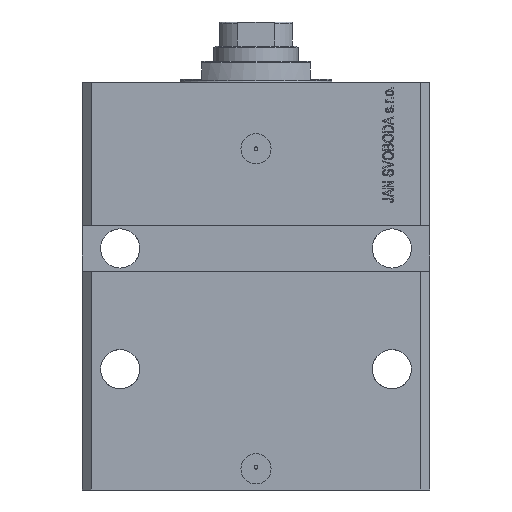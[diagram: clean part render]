
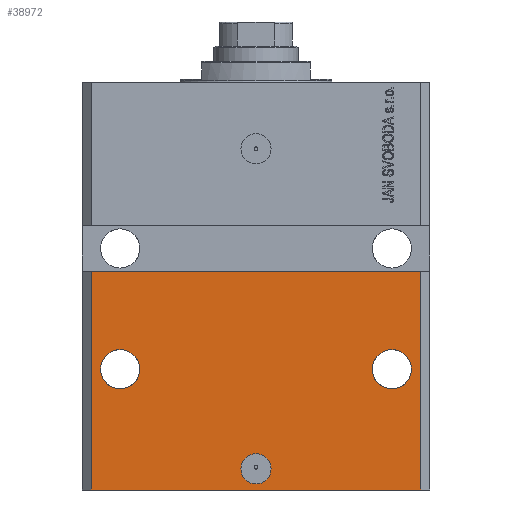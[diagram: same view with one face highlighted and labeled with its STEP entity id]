
A CAD part, front view. The second image highlights one B-rep face of the part: STEP entity #38972.
In plain terms, the highlighted planar face has unit normal (0, -1, 0).
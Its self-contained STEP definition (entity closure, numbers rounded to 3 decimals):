
#510 = DIRECTION ( 'NONE',  ( 0., -1., 0. ) ) ;
#733 = EDGE_CURVE ( 'NONE', #28898, #13445, #33758, .T. ) ;
#850 = VECTOR ( 'NONE', #37685, 1000. ) ;
#908 = LINE ( 'NONE', #37235, #850 ) ;
#1949 = CARTESIAN_POINT ( 'NONE',  ( 0., -45., -128. ) ) ;
#2153 = CIRCLE ( 'NONE', #30997, 6.5 ) ;
#2635 = DIRECTION ( 'NONE',  ( 1., 0., 0. ) ) ;
#3271 = CARTESIAN_POINT ( 'NONE',  ( 51.5, -45., -95. ) ) ;
#3430 = CARTESIAN_POINT ( 'NONE',  ( -45., -45., -95. ) ) ;
#3663 = DIRECTION ( 'NONE',  ( -1., 0., 0. ) ) ;
#4188 = EDGE_CURVE ( 'NONE', #19319, #26092, #21732, .T. ) ;
#4510 = VERTEX_POINT ( 'NONE', #38552 ) ;
#5649 = ORIENTED_EDGE ( 'NONE', *, *, #42413, .T. ) ;
#5967 = DIRECTION ( 'NONE',  ( 0., -1., 0. ) ) ;
#6020 = ORIENTED_EDGE ( 'NONE', *, *, #25982, .F. ) ;
#6714 = EDGE_LOOP ( 'NONE', ( #40078, #32185 ) ) ;
#7078 = CIRCLE ( 'NONE', #23762, 6.5 ) ;
#7702 = VERTEX_POINT ( 'NONE', #13594 ) ;
#10034 = CARTESIAN_POINT ( 'NONE',  ( 38.5, -45., -95. ) ) ;
#10307 = FACE_BOUND ( 'NONE', #6714, .T. ) ;
#11572 = CARTESIAN_POINT ( 'NONE',  ( 0., -45., -128. ) ) ;
#11739 = CARTESIAN_POINT ( 'NONE',  ( 5., -45., -128. ) ) ;
#11953 = CARTESIAN_POINT ( 'NONE',  ( 54.5, -45., -135. ) ) ;
#12058 = DIRECTION ( 'NONE',  ( 1., 0., 0. ) ) ;
#12188 = LINE ( 'NONE', #11953, #41189 ) ;
#12994 = EDGE_CURVE ( 'NONE', #4510, #27052, #45843, .T. ) ;
#13249 = AXIS2_PLACEMENT_3D ( 'NONE', #28820, #43301, #34441 ) ;
#13302 = CARTESIAN_POINT ( 'NONE',  ( -57.5, -45., -62.5 ) ) ;
#13445 = VERTEX_POINT ( 'NONE', #33176 ) ;
#13594 = CARTESIAN_POINT ( 'NONE',  ( -54.5, -45., -135. ) ) ;
#14050 = CARTESIAN_POINT ( 'NONE',  ( 54.5, -45., -135. ) ) ;
#14990 = FACE_BOUND ( 'NONE', #36642, .T. ) ;
#15587 = DIRECTION ( 'NONE',  ( 0., -1., 0. ) ) ;
#17214 = ORIENTED_EDGE ( 'NONE', *, *, #45586, .F. ) ;
#18796 = FACE_OUTER_BOUND ( 'NONE', #28726, .T. ) ;
#19087 = ORIENTED_EDGE ( 'NONE', *, *, #4188, .F. ) ;
#19191 = AXIS2_PLACEMENT_3D ( 'NONE', #30117, #22990, #12058 ) ;
#19319 = VERTEX_POINT ( 'NONE', #46042 ) ;
#19567 = EDGE_CURVE ( 'NONE', #7702, #4510, #908, .T. ) ;
#21220 = CARTESIAN_POINT ( 'NONE',  ( -54.5, -45., -135. ) ) ;
#21703 = DIRECTION ( 'NONE',  ( 0., -1., 0. ) ) ;
#21732 = CIRCLE ( 'NONE', #30118, 5. ) ;
#22152 = AXIS2_PLACEMENT_3D ( 'NONE', #42607, #510, #29484 ) ;
#22594 = EDGE_LOOP ( 'NONE', ( #35776, #19087 ) ) ;
#22617 = EDGE_CURVE ( 'NONE', #26092, #19319, #41162, .T. ) ;
#22892 = DIRECTION ( 'NONE',  ( 0., 0., 1. ) ) ;
#22955 = DIRECTION ( 'NONE',  ( 1., 0., 0. ) ) ;
#22990 = DIRECTION ( 'NONE',  ( 0., -1., 0. ) ) ;
#23183 = CARTESIAN_POINT ( 'NONE',  ( 45., -45., -95. ) ) ;
#23762 = AXIS2_PLACEMENT_3D ( 'NONE', #3430, #21703, #3663 ) ;
#24286 = VERTEX_POINT ( 'NONE', #10034 ) ;
#24868 = VERTEX_POINT ( 'NONE', #3271 ) ;
#25258 = DIRECTION ( 'NONE',  ( 1., 0., 0. ) ) ;
#25982 = EDGE_CURVE ( 'NONE', #24868, #24286, #2153, .T. ) ;
#26092 = VERTEX_POINT ( 'NONE', #11739 ) ;
#26158 = PLANE ( 'NONE',  #22152 ) ;
#26291 = DIRECTION ( 'NONE',  ( 1., 0., 0. ) ) ;
#27052 = VERTEX_POINT ( 'NONE', #27385 ) ;
#27385 = CARTESIAN_POINT ( 'NONE',  ( 54.5, -45., -62.5 ) ) ;
#28726 = EDGE_LOOP ( 'NONE', ( #29451, #38124, #36921, #5649 ) ) ;
#28820 = CARTESIAN_POINT ( 'NONE',  ( -45., -45., -95. ) ) ;
#28898 = VERTEX_POINT ( 'NONE', #34842 ) ;
#29451 = ORIENTED_EDGE ( 'NONE', *, *, #12994, .F. ) ;
#29484 = DIRECTION ( 'NONE',  ( 1., 0., 0. ) ) ;
#29654 = VERTEX_POINT ( 'NONE', #14050 ) ;
#30117 = CARTESIAN_POINT ( 'NONE',  ( 45., -45., -95. ) ) ;
#30118 = AXIS2_PLACEMENT_3D ( 'NONE', #11572, #43867, #26291 ) ;
#30254 = VECTOR ( 'NONE', #2635, 1000. ) ;
#30997 = AXIS2_PLACEMENT_3D ( 'NONE', #23183, #15587, #22955 ) ;
#31887 = EDGE_CURVE ( 'NONE', #7702, #29654, #46859, .T. ) ;
#31927 = FACE_BOUND ( 'NONE', #22594, .T. ) ;
#32185 = ORIENTED_EDGE ( 'NONE', *, *, #733, .F. ) ;
#33176 = CARTESIAN_POINT ( 'NONE',  ( -38.5, -45., -95. ) ) ;
#33758 = CIRCLE ( 'NONE', #13249, 6.5 ) ;
#34441 = DIRECTION ( 'NONE',  ( -1., 0., 0. ) ) ;
#34842 = CARTESIAN_POINT ( 'NONE',  ( -51.5, -45., -95. ) ) ;
#35776 = ORIENTED_EDGE ( 'NONE', *, *, #22617, .F. ) ;
#36642 = EDGE_LOOP ( 'NONE', ( #6020, #17214 ) ) ;
#36921 = ORIENTED_EDGE ( 'NONE', *, *, #31887, .T. ) ;
#37101 = VECTOR ( 'NONE', #25258, 1000. ) ;
#37235 = CARTESIAN_POINT ( 'NONE',  ( -54.5, -45., -135. ) ) ;
#37392 = CIRCLE ( 'NONE', #19191, 6.5 ) ;
#37685 = DIRECTION ( 'NONE',  ( 0., 0., 1. ) ) ;
#38124 = ORIENTED_EDGE ( 'NONE', *, *, #19567, .F. ) ;
#38552 = CARTESIAN_POINT ( 'NONE',  ( -54.5, -45., -62.5 ) ) ;
#38738 = DIRECTION ( 'NONE',  ( 1., 0., 0. ) ) ;
#38972 = ADVANCED_FACE ( 'NONE', ( #31927, #14990, #10307, #18796 ), #26158, .T. ) ;
#40078 = ORIENTED_EDGE ( 'NONE', *, *, #45732, .F. ) ;
#41162 = CIRCLE ( 'NONE', #43421, 5. ) ;
#41189 = VECTOR ( 'NONE', #22892, 1000. ) ;
#42413 = EDGE_CURVE ( 'NONE', #29654, #27052, #12188, .T. ) ;
#42607 = CARTESIAN_POINT ( 'NONE',  ( -54.5, -45., -135. ) ) ;
#43301 = DIRECTION ( 'NONE',  ( 0., -1., 0. ) ) ;
#43421 = AXIS2_PLACEMENT_3D ( 'NONE', #1949, #5967, #38738 ) ;
#43867 = DIRECTION ( 'NONE',  ( 0., -1., 0. ) ) ;
#45586 = EDGE_CURVE ( 'NONE', #24286, #24868, #37392, .T. ) ;
#45732 = EDGE_CURVE ( 'NONE', #13445, #28898, #7078, .T. ) ;
#45843 = LINE ( 'NONE', #13302, #30254 ) ;
#46042 = CARTESIAN_POINT ( 'NONE',  ( -5., -45., -128. ) ) ;
#46859 = LINE ( 'NONE', #21220, #37101 ) ;
